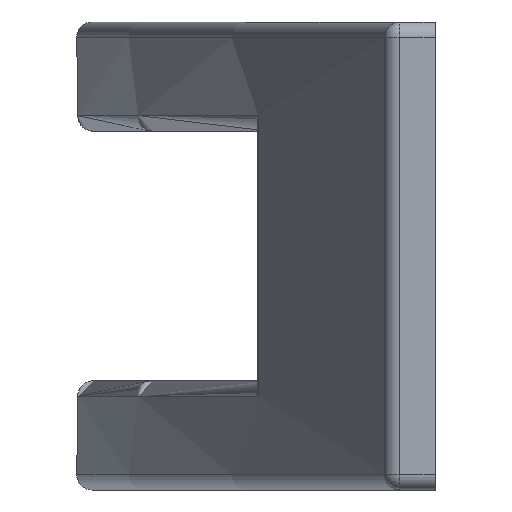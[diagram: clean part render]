
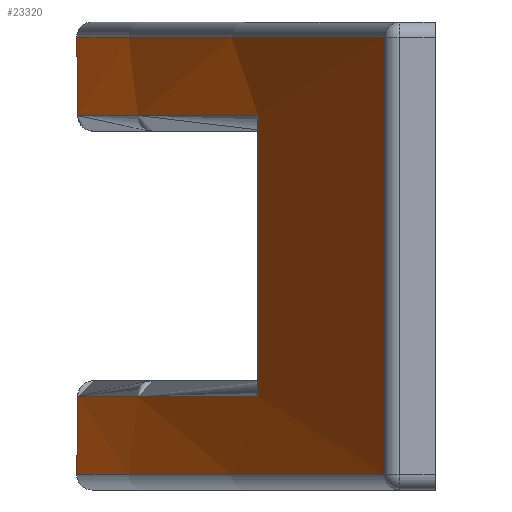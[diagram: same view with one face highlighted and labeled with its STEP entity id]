
A CAD part, left-side view. The second image highlights one B-rep face of the part: STEP entity #23320.
In plain terms, the highlighted cylindrical face has radius 340.004 mm (diameter 680.008 mm), a partial arc.
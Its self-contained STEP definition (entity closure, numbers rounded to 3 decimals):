
#6420=CARTESIAN_POINT('',(205.764,11.337,0.));
#6430=DIRECTION('',(0.,0.,1.));
#6440=VECTOR('',#6430,1.);
#6450=LINE('',#6420,#6440);
#6460=CARTESIAN_POINT('',(205.764,11.337,6.));
#6470=VERTEX_POINT('',#6460);
#6480=CARTESIAN_POINT('',(205.764,11.337,24.));
#6490=VERTEX_POINT('',#6480);
#6500=EDGE_CURVE('',#6470,#6490,#6450,.T.);
#8810=CARTESIAN_POINT('',(231.339,3.239,29.));
#8820=VERTEX_POINT('',#8810);
#8850=CARTESIAN_POINT('',(231.339,3.239,0.));
#8860=DIRECTION('',(0.,0.,1.));
#8870=VECTOR('',#8860,1.);
#8880=LINE('',#8850,#8870);
#8890=CARTESIAN_POINT('',(231.339,3.239,1.));
#8900=VERTEX_POINT('',#8890);
#8910=EDGE_CURVE('',#8900,#8820,#8880,.T.);
#9820=CARTESIAN_POINT('',(26.236,11.337,24.));
#9830=VERTEX_POINT('',#9820);
#9960=CARTESIAN_POINT('',(116.,-316.604,24.));
#9970=DIRECTION('',(0.,0.,1.));
#9980=DIRECTION('',(1.,0.,0.));
#9990=AXIS2_PLACEMENT_3D('',#9960,#9970,#9980);
#10000=CIRCLE('',#9990,340.004);
#10010=EDGE_CURVE('',#6490,#9830,#10000,.T.);
#17160=CARTESIAN_POINT('',(0.661,3.239,1.));
#17170=VERTEX_POINT('',#17160);
#17280=CARTESIAN_POINT('',(116.,-316.604,1.));
#17290=DIRECTION('',(0.,0.,1.));
#17300=DIRECTION('',(1.,0.,0.));
#17310=AXIS2_PLACEMENT_3D('',#17280,#17290,#17300);
#17320=CIRCLE('',#17310,340.004);
#17330=EDGE_CURVE('',#8900,#17170,#17320,.T.);
#19800=CARTESIAN_POINT('',(26.236,11.337,6.));
#19810=VERTEX_POINT('',#19800);
#19840=CARTESIAN_POINT('',(116.,-316.604,6.));
#19850=DIRECTION('',(0.,0.,1.));
#19860=DIRECTION('',(1.,0.,0.));
#19870=AXIS2_PLACEMENT_3D('',#19840,#19850,#19860);
#19880=CIRCLE('',#19870,340.004);
#19890=EDGE_CURVE('',#6470,#19810,#19880,.T.);
#20060=CARTESIAN_POINT('',(0.661,3.239,29.));
#20070=VERTEX_POINT('',#20060);
#20100=CARTESIAN_POINT('',(116.,-316.604,29.));
#20110=DIRECTION('',(0.,0.,1.));
#20120=DIRECTION('',(1.,0.,0.));
#20130=AXIS2_PLACEMENT_3D('',#20100,#20110,#20120);
#20140=CIRCLE('',#20130,340.004);
#20150=EDGE_CURVE('',#8820,#20070,#20140,.T.);
#23050=CARTESIAN_POINT('',(116.,-316.604,0.));
#23060=DIRECTION('',(0.,0.,1.));
#23070=DIRECTION('',(1.,0.,0.));
#23080=AXIS2_PLACEMENT_3D('',#23050,#23060,#23070);
#23090=CYLINDRICAL_SURFACE('',#23080,340.004);
#23100=ORIENTED_EDGE('',*,*,#8910,.F.);
#23110=ORIENTED_EDGE('',*,*,#20150,.F.);
#23120=CARTESIAN_POINT('',(0.661,3.239,0.));
#23130=DIRECTION('',(0.,0.,1.));
#23140=VECTOR('',#23130,1.);
#23150=LINE('',#23120,#23140);
#23160=EDGE_CURVE('',#17170,#20070,#23150,.T.);
#23170=ORIENTED_EDGE('',*,*,#23160,.T.);
#23180=ORIENTED_EDGE('',*,*,#17330,.T.);
#23190=EDGE_LOOP('',(#23180,#23170,#23110,#23100));
#23200=FACE_OUTER_BOUND('',#23190,.T.);
#23210=CARTESIAN_POINT('',(26.236,11.337,0.));
#23220=DIRECTION('',(0.,0.,1.));
#23230=VECTOR('',#23220,1.);
#23240=LINE('',#23210,#23230);
#23250=EDGE_CURVE('',#19810,#9830,#23240,.T.);
#23260=ORIENTED_EDGE('',*,*,#23250,.F.);
#23270=ORIENTED_EDGE('',*,*,#10010,.T.);
#23280=ORIENTED_EDGE('',*,*,#6500,.T.);
#23290=ORIENTED_EDGE('',*,*,#19890,.F.);
#23300=EDGE_LOOP('',(#23290,#23280,#23270,#23260));
#23310=FACE_BOUND('',#23300,.T.);
#23320=ADVANCED_FACE('',(#23200,#23310),#23090,.T.);
